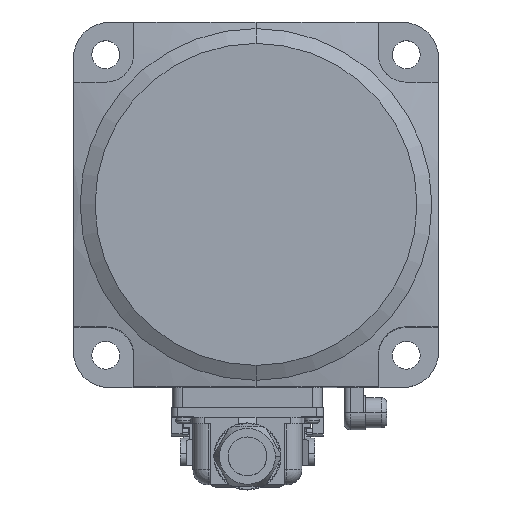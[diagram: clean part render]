
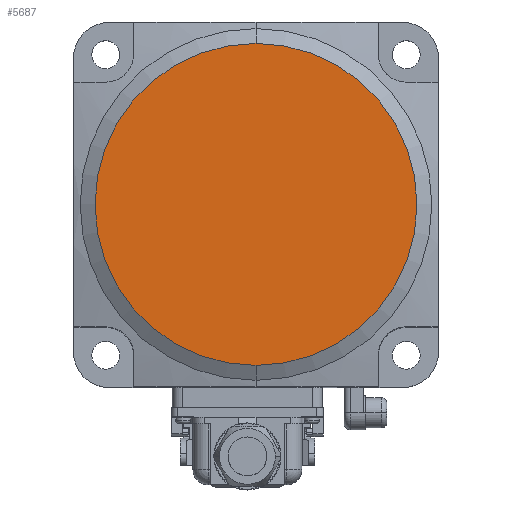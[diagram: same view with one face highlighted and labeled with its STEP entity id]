
A CAD part, top view. The second image highlights one B-rep face of the part: STEP entity #5687.
In plain terms, the highlighted planar face has unit normal (0, 0, 1).
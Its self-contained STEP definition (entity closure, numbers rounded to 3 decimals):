
#682 = EDGE_LOOP ( 'NONE', ( #13239, #10363 ) ) ;
#705 = DIRECTION ( 'NONE',  ( 0., 1., 0. ) ) ;
#756 = VERTEX_POINT ( 'NONE', #4842 ) ;
#792 = CARTESIAN_POINT ( 'NONE',  ( 0., 0., 84. ) ) ;
#1260 = DIRECTION ( 'NONE',  ( 0., 0., -1. ) ) ;
#1877 = DIRECTION ( 'NONE',  ( 0., 0., -1. ) ) ;
#2497 = AXIS2_PLACEMENT_3D ( 'NONE', #4286, #1260, #5425 ) ;
#2692 = AXIS2_PLACEMENT_3D ( 'NONE', #14868, #1877, #3552 ) ;
#3552 = DIRECTION ( 'NONE',  ( 0., 1., 0. ) ) ;
#3751 = FACE_OUTER_BOUND ( 'NONE', #682, .T. ) ;
#4286 = CARTESIAN_POINT ( 'NONE',  ( 0., 0., 84. ) ) ;
#4390 = EDGE_CURVE ( 'NONE', #756, #5024, #11446, .T. ) ;
#4842 = CARTESIAN_POINT ( 'NONE',  ( 0., 37.5, 84. ) ) ;
#5024 = VERTEX_POINT ( 'NONE', #15467 ) ;
#5425 = DIRECTION ( 'NONE',  ( 0., 1., 0. ) ) ;
#5687 = ADVANCED_FACE ( 'NONE', ( #3751 ), #6496, .F. ) ;
#6496 = PLANE ( 'NONE',  #2692 ) ;
#6765 = DIRECTION ( 'NONE',  ( 0., 0., -1. ) ) ;
#10363 = ORIENTED_EDGE ( 'NONE', *, *, #17402, .F. ) ;
#11446 = CIRCLE ( 'NONE', #13855, 37.5 ) ;
#13239 = ORIENTED_EDGE ( 'NONE', *, *, #4390, .F. ) ;
#13855 = AXIS2_PLACEMENT_3D ( 'NONE', #792, #6765, #705 ) ;
#14868 = CARTESIAN_POINT ( 'NONE',  ( 42.5, -42.5, 84. ) ) ;
#15467 = CARTESIAN_POINT ( 'NONE',  ( 0., -37.5, 84. ) ) ;
#16450 = CIRCLE ( 'NONE', #2497, 37.5 ) ;
#17402 = EDGE_CURVE ( 'NONE', #5024, #756, #16450, .T. ) ;
